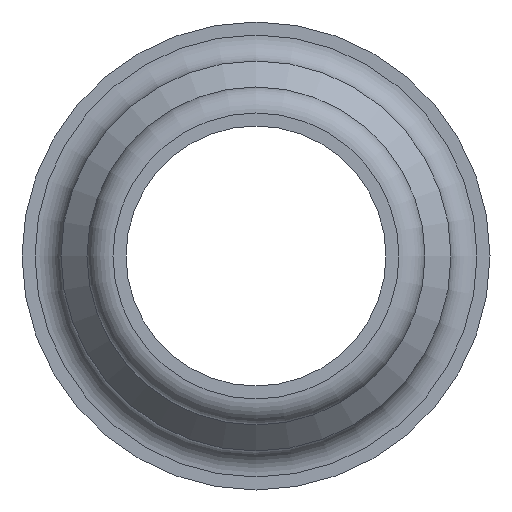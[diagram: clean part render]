
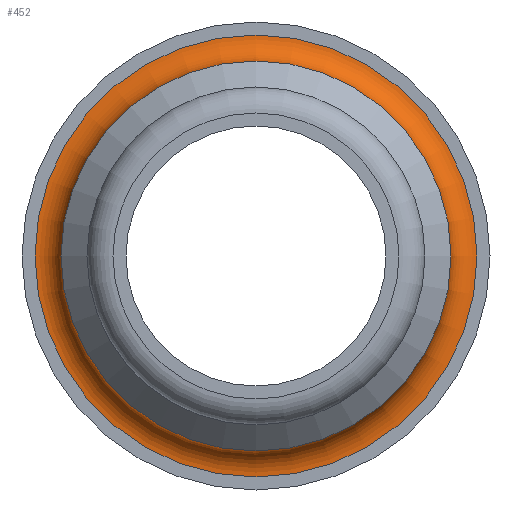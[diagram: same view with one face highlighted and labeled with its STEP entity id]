
A CAD part, left-side view. The second image highlights one B-rep face of the part: STEP entity #452.
In plain terms, the highlighted toroidal (fillet/blend) face has major radius 8.5 mm and minor radius 1 mm.
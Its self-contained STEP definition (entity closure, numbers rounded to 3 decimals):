
#425=CARTESIAN_POINT('',(20.5,0.0,0.0));
#426=DIRECTION('',(1.0,0.0,0.0));
#427=DIRECTION('',(0.0,0.0,-1.0));
#428=AXIS2_PLACEMENT_3D('',#425,#426,#427);
#429=TOROIDAL_SURFACE('',#428,8.5,1.0);
#430=CARTESIAN_POINT('',(20.5,7.5,0.0));
#431=VERTEX_POINT('',#430);
#432=CARTESIAN_POINT('',(20.5,0.0,0.0));
#433=DIRECTION('',(1.0,0.0,0.0));
#434=DIRECTION('',(0.0,-1.0,0.0));
#435=AXIS2_PLACEMENT_3D('',#432,#433,#434);
#436=CIRCLE('',#435,7.5);
#437=EDGE_CURVE('',#431,#431,#436,.T.);
#438=ORIENTED_EDGE('',*,*,#437,.T.);
#439=EDGE_LOOP('',(#438));
#440=FACE_OUTER_BOUND('',#439,.T.);
#441=CARTESIAN_POINT('',(21.5,8.5,0.));
#442=VERTEX_POINT('',#441);
#443=CARTESIAN_POINT('',(21.5,0.0,0.0));
#444=DIRECTION('',(-1.0,0.0,0.0));
#445=DIRECTION('',(0.0,-1.0,0.0));
#446=AXIS2_PLACEMENT_3D('',#443,#444,#445);
#447=CIRCLE('',#446,8.5);
#448=EDGE_CURVE('',#442,#442,#447,.T.);
#449=ORIENTED_EDGE('',*,*,#448,.T.);
#450=EDGE_LOOP('',(#449));
#451=FACE_BOUND('',#450,.T.);
#452=ADVANCED_FACE('',(#440,#451),#429,.F.);
